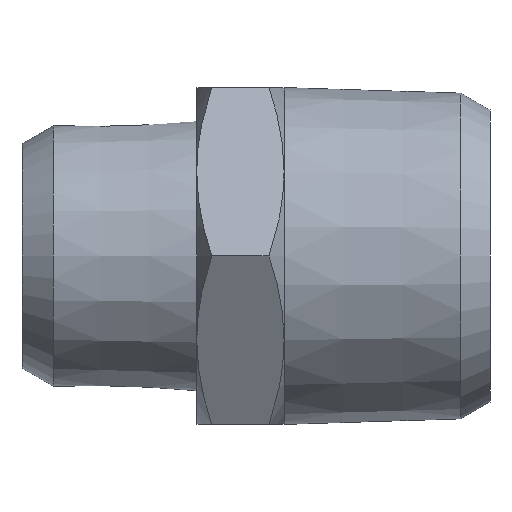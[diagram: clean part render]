
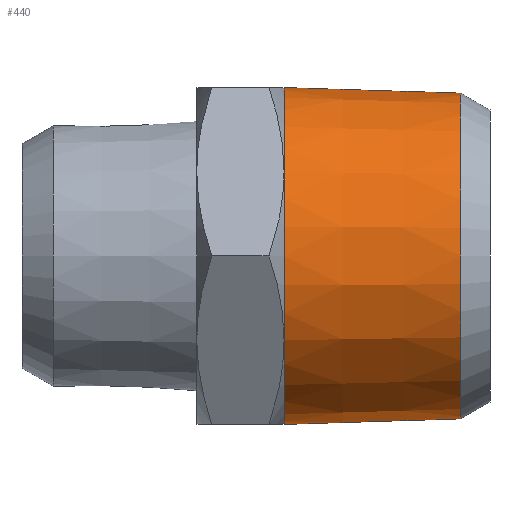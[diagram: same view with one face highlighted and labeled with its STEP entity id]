
A CAD part, left-side view. The second image highlights one B-rep face of the part: STEP entity #440.
In plain terms, the highlighted conical face has half-angle 1.79 degrees and reference radius 13.05 mm.
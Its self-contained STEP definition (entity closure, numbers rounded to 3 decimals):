
#22 = AXIS2_PLACEMENT_3D ( 'NONE', #727, #726, #725 ) ;
#23 = AXIS2_PLACEMENT_3D ( 'NONE', #746, #745, #744 ) ;
#81 = EDGE_CURVE ( 'NONE', #274, #274, #336, .T. ) ;
#105 = EDGE_CURVE ( 'NONE', #273, #273, #337, .T. ) ;
#114 = AXIS2_PLACEMENT_3D ( 'NONE', #590, #589, #592 ) ;
#217 = ORIENTED_EDGE ( 'NONE', *, *, #81, .F. ) ;
#249 = ORIENTED_EDGE ( 'NONE', *, *, #105, .T. ) ;
#273 = VERTEX_POINT ( 'NONE', #509 ) ;
#274 = VERTEX_POINT ( 'NONE', #510 ) ;
#303 = EDGE_LOOP ( 'NONE', ( #217 ) ) ;
#313 = EDGE_LOOP ( 'NONE', ( #249 ) ) ;
#336 = CIRCLE ( 'NONE', #23, 13.493 ) ;
#337 = CIRCLE ( 'NONE', #22, 13.05 ) ;
#392 = CONICAL_SURFACE ( 'NONE', #114, 13.05, 0.031 ) ;
#400 = FACE_BOUND ( 'NONE', #313, .T. ) ;
#405 = FACE_OUTER_BOUND ( 'NONE', #303, .T. ) ;
#440 = ADVANCED_FACE ( 'NONE', ( #405, #400 ), #392, .T. ) ;
#509 = CARTESIAN_POINT ( 'NONE',  ( 0., 2.338, 13.05 ) ) ;
#510 = CARTESIAN_POINT ( 'NONE',  ( 0., 16.5, 13.493 ) ) ;
#589 = DIRECTION ( 'NONE',  ( 0., 1., 0. ) ) ;
#590 = CARTESIAN_POINT ( 'NONE',  ( 0., 2.338, 0. ) ) ;
#592 = DIRECTION ( 'NONE',  ( 0., 0., 1. ) ) ;
#725 = DIRECTION ( 'NONE',  ( 0., 0., 1. ) ) ;
#726 = DIRECTION ( 'NONE',  ( 0., 1., 0. ) ) ;
#727 = CARTESIAN_POINT ( 'NONE',  ( 0., 2.338, 0. ) ) ;
#744 = DIRECTION ( 'NONE',  ( 0., 0., 1. ) ) ;
#745 = DIRECTION ( 'NONE',  ( 0., 1., 0. ) ) ;
#746 = CARTESIAN_POINT ( 'NONE',  ( 0., 16.5, 0. ) ) ;
